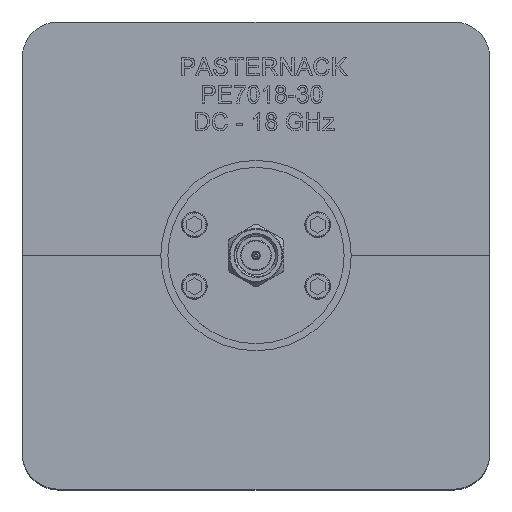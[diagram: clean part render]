
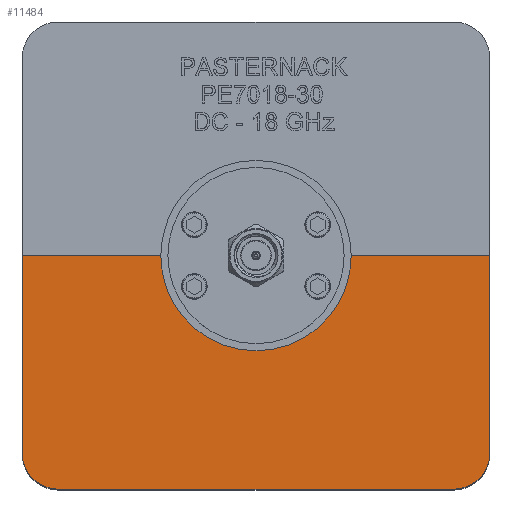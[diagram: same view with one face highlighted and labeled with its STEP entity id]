
A CAD part, top view. The second image highlights one B-rep face of the part: STEP entity #11484.
In plain terms, the highlighted planar face has unit normal (0, 0, 1).
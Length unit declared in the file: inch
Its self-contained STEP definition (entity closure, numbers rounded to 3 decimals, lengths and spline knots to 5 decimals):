
#576 = ORIENTED_EDGE ( 'NONE', *, *, #31690, .T. ) ;
#998 = EDGE_CURVE ( 'NONE', #16505, #9141, #7548, .T. ) ;
#1231 = CARTESIAN_POINT ( 'NONE',  ( -1.325, 0., 1.435 ) ) ;
#1633 = ORIENTED_EDGE ( 'NONE', *, *, #14472, .T. ) ;
#2304 = CARTESIAN_POINT ( 'NONE',  ( 1.125, -1.125, 1.435 ) ) ;
#2480 = DIRECTION ( 'NONE',  ( 0., 0., 1. ) ) ;
#2808 = ORIENTED_EDGE ( 'NONE', *, *, #31965, .T. ) ;
#3189 = LINE ( 'NONE', #21703, #32489 ) ;
#4040 = DIRECTION ( 'NONE',  ( 0., 0., 1. ) ) ;
#4906 = VERTEX_POINT ( 'NONE', #25387 ) ;
#5978 = VERTEX_POINT ( 'NONE', #29134 ) ;
#6113 = EDGE_CURVE ( 'NONE', #21092, #16505, #32698, .T. ) ;
#6738 = VERTEX_POINT ( 'NONE', #23950 ) ;
#6935 = VECTOR ( 'NONE', #23171, 39.37008 ) ;
#7476 = AXIS2_PLACEMENT_3D ( 'NONE', #26886, #4040, #19328 ) ;
#7503 = EDGE_CURVE ( 'NONE', #22954, #21092, #23514, .T. ) ;
#7548 = LINE ( 'NONE', #31246, #27803 ) ;
#7722 = DIRECTION ( 'NONE',  ( 1., 0., 0. ) ) ;
#7800 = VECTOR ( 'NONE', #28991, 39.37008 ) ;
#7826 = DIRECTION ( 'NONE',  ( -1., 0., 0. ) ) ;
#9094 = DIRECTION ( 'NONE',  ( 0., 0., -1. ) ) ;
#9141 = VERTEX_POINT ( 'NONE', #13510 ) ;
#10719 = DIRECTION ( 'NONE',  ( -1., 0., 0. ) ) ;
#11484 = ADVANCED_FACE ( 'NONE', ( #29874 ), #24721, .F. ) ;
#11958 = VECTOR ( 'NONE', #29252, 39.37008 ) ;
#12846 = EDGE_CURVE ( 'NONE', #9141, #21063, #13550, .T. ) ;
#12865 = DIRECTION ( 'NONE',  ( -1., 0., 0. ) ) ;
#13472 = CARTESIAN_POINT ( 'NONE',  ( -1.325, 0., 1.435 ) ) ;
#13510 = CARTESIAN_POINT ( 'NONE',  ( 1.325, 0., 1.435 ) ) ;
#13550 = LINE ( 'NONE', #18348, #7800 ) ;
#13599 = AXIS2_PLACEMENT_3D ( 'NONE', #20575, #15437, #12865 ) ;
#14153 = CIRCLE ( 'NONE', #13599, 0.2 ) ;
#14270 = CIRCLE ( 'NONE', #27415, 0.2 ) ;
#14431 = DIRECTION ( 'NONE',  ( -1., 0., 0. ) ) ;
#14472 = EDGE_CURVE ( 'NONE', #4906, #21063, #14270, .T. ) ;
#15025 = ORIENTED_EDGE ( 'NONE', *, *, #19083, .F. ) ;
#15437 = DIRECTION ( 'NONE',  ( 0., 0., 1. ) ) ;
#16128 = ORIENTED_EDGE ( 'NONE', *, *, #6113, .F. ) ;
#16383 = ORIENTED_EDGE ( 'NONE', *, *, #7503, .F. ) ;
#16505 = VERTEX_POINT ( 'NONE', #18297 ) ;
#16964 = ORIENTED_EDGE ( 'NONE', *, *, #998, .F. ) ;
#18297 = CARTESIAN_POINT ( 'NONE',  ( 0.54, 0., 1.435 ) ) ;
#18348 = CARTESIAN_POINT ( 'NONE',  ( 1.325, 0., 1.435 ) ) ;
#18371 = CARTESIAN_POINT ( 'NONE',  ( 1.325, 0., 1.435 ) ) ;
#19083 = EDGE_CURVE ( 'NONE', #4906, #5978, #3189, .T. ) ;
#19328 = DIRECTION ( 'NONE',  ( 1., 0., 0. ) ) ;
#20575 = CARTESIAN_POINT ( 'NONE',  ( -1.125, -1.125, 1.435 ) ) ;
#21063 = VERTEX_POINT ( 'NONE', #31777 ) ;
#21092 = VERTEX_POINT ( 'NONE', #33837 ) ;
#21212 = EDGE_LOOP ( 'NONE', ( #16383, #2808, #576, #15025, #1633, #21361, #16964, #16128 ) ) ;
#21361 = ORIENTED_EDGE ( 'NONE', *, *, #12846, .F. ) ;
#21703 = CARTESIAN_POINT ( 'NONE',  ( 1.325, -1.325, 1.435 ) ) ;
#22528 = AXIS2_PLACEMENT_3D ( 'NONE', #30041, #9094, #14431 ) ;
#22954 = VERTEX_POINT ( 'NONE', #1231 ) ;
#23171 = DIRECTION ( 'NONE',  ( 1., 0., 0. ) ) ;
#23514 = LINE ( 'NONE', #18371, #6935 ) ;
#23922 = LINE ( 'NONE', #13472, #11958 ) ;
#23950 = CARTESIAN_POINT ( 'NONE',  ( -1.325, -1.125, 1.435 ) ) ;
#24721 = PLANE ( 'NONE',  #22528 ) ;
#25387 = CARTESIAN_POINT ( 'NONE',  ( 1.125, -1.325, 1.435 ) ) ;
#26886 = CARTESIAN_POINT ( 'NONE',  ( 0., 0., 1.435 ) ) ;
#27415 = AXIS2_PLACEMENT_3D ( 'NONE', #2304, #2480, #10719 ) ;
#27803 = VECTOR ( 'NONE', #7722, 39.37008 ) ;
#28991 = DIRECTION ( 'NONE',  ( 0., -1., 0. ) ) ;
#29134 = CARTESIAN_POINT ( 'NONE',  ( -1.125, -1.325, 1.435 ) ) ;
#29252 = DIRECTION ( 'NONE',  ( 0., -1., 0. ) ) ;
#29874 = FACE_OUTER_BOUND ( 'NONE', #21212, .T. ) ;
#30041 = CARTESIAN_POINT ( 'NONE',  ( 1.325, 0., 1.435 ) ) ;
#31246 = CARTESIAN_POINT ( 'NONE',  ( 1.325, 0., 1.435 ) ) ;
#31690 = EDGE_CURVE ( 'NONE', #6738, #5978, #14153, .T. ) ;
#31777 = CARTESIAN_POINT ( 'NONE',  ( 1.325, -1.125, 1.435 ) ) ;
#31965 = EDGE_CURVE ( 'NONE', #22954, #6738, #23922, .T. ) ;
#32489 = VECTOR ( 'NONE', #7826, 39.37008 ) ;
#32698 = CIRCLE ( 'NONE', #7476, 0.54 ) ;
#33837 = CARTESIAN_POINT ( 'NONE',  ( -0.54, 0., 1.435 ) ) ;
